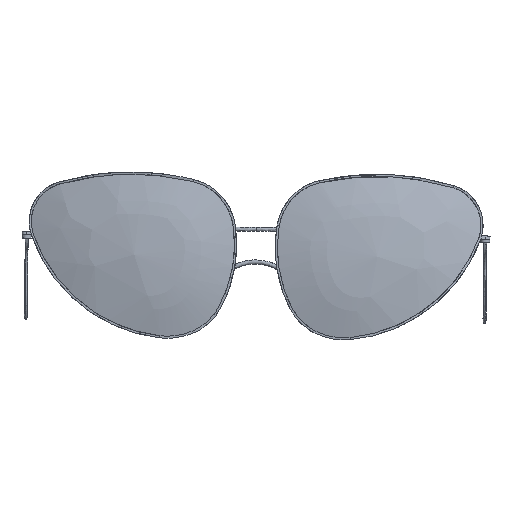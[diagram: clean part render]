
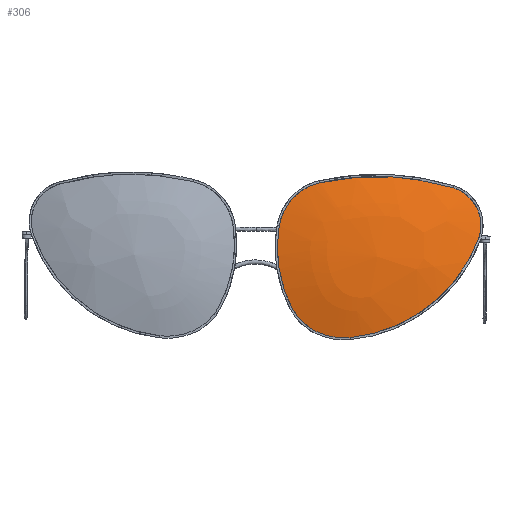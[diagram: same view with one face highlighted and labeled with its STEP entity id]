
A CAD part, front view. The second image highlights one B-rep face of the part: STEP entity #306.
In plain terms, the highlighted free-form (B-spline) face has degree [2, 2] with [3, 3] control points.
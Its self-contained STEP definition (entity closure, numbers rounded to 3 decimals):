
#42 = VERTEX_POINT('',#43);
#43 = CARTESIAN_POINT('',(17.716,2.377,7.804)
  );
#48 = EDGE_CURVE('',#42,#49,#51,.T.);
#49 = VERTEX_POINT('',#50);
#50 = CARTESIAN_POINT('',(0.661,-1.026,-5.307
    ));
#51 = B_SPLINE_CURVE_WITH_KNOTS('',3,(#52,#53,#54,#55,#56,#57,#58,#59,
    #60,#61,#62,#63,#64,#65),.UNSPECIFIED.,.F.,.F.,(4,1,1,1,1,1,1,1,1,1,
    1,4),(0.,0.125,0.25,0.375,0.438,0.469,0.5,0.531,0.563,0.625,
    0.75,1.),.UNSPECIFIED.);
#52 = CARTESIAN_POINT('',(17.716,2.377,7.804)
  );
#53 = CARTESIAN_POINT('',(17.37,2.099,6.873)
  );
#54 = CARTESIAN_POINT('',(16.551,1.577,5.088)
  );
#55 = CARTESIAN_POINT('',(15.002,0.901,2.686)
  );
#56 = CARTESIAN_POINT('',(13.49,0.425,0.934)
  );
#57 = CARTESIAN_POINT('',(12.348,0.139,-0.149
    ));
#58 = CARTESIAN_POINT('',(11.666,-0.013,
    -0.734));
#59 = CARTESIAN_POINT('',(11.169,-0.116,
    -1.134));
#60 = CARTESIAN_POINT('',(10.569,-0.23,
    -1.584));
#61 = CARTESIAN_POINT('',(9.782,-0.366,-2.13
    ));
#62 = CARTESIAN_POINT('',(8.344,-0.581,-3.018)
  );
#63 = CARTESIAN_POINT('',(5.317,-0.912,-4.465
    ));
#64 = CARTESIAN_POINT('',(2.528,-1.026,-5.128
    ));
#65 = CARTESIAN_POINT('',(0.661,-1.026,-5.307
    ));
#91 = EDGE_CURVE('',#92,#49,#94,.T.);
#92 = VERTEX_POINT('',#93);
#93 = CARTESIAN_POINT('',(-3.881,-1.026,-4.486
    ));
#94 = ( BOUNDED_CURVE() B_SPLINE_CURVE(2,(#95,#96,#97),.UNSPECIFIED.,.F.
,.F.) B_SPLINE_CURVE_WITH_KNOTS((3,3),(2.83,3.378),
.PIECEWISE_BEZIER_KNOTS.) CURVE() GEOMETRIC_REPRESENTATION_ITEM() 
RATIONAL_B_SPLINE_CURVE((1.,0.963,1.)) REPRESENTATION_ITEM('') 
  );
#95 = CARTESIAN_POINT('',(-3.881,-1.026,
    -4.486));
#96 = CARTESIAN_POINT('',(-1.726,-1.026,
    -5.535));
#97 = CARTESIAN_POINT('',(0.661,-1.026,-5.307
    ));
#124 = EDGE_CURVE('',#92,#125,#127,.T.);
#125 = VERTEX_POINT('',#126);
#126 = CARTESIAN_POINT('',(-7.024,-1.076,
    -1.437));
#127 = B_SPLINE_CURVE_WITH_KNOTS('',3,(#128,#129,#130,#131),
  .UNSPECIFIED.,.F.,.F.,(4,4),(0.,1.),.PIECEWISE_BEZIER_KNOTS.);
#128 = CARTESIAN_POINT('',(-3.881,-1.026,
    -4.486));
#129 = CARTESIAN_POINT('',(-5.168,-1.026,
    -3.859));
#130 = CARTESIAN_POINT('',(-6.31,-1.042,
    -2.798));
#131 = CARTESIAN_POINT('',(-7.024,-1.076,
    -1.437));
#167 = VERTEX_POINT('',#168);
#168 = CARTESIAN_POINT('',(-8.754,-0.509,
    9.564));
#173 = EDGE_CURVE('',#167,#174,#176,.T.);
#174 = VERTEX_POINT('',#175);
#175 = CARTESIAN_POINT('',(-3.309,0.005,
    15.27));
#176 = B_SPLINE_CURVE_WITH_KNOTS('',3,(#177,#178,#179,#180,#181,#182,
    #183,#184,#185,#186,#187),.UNSPECIFIED.,.F.,.F.,(4,1,1,1,1,1,1,1,4),
  (0.,0.25,0.375,0.438,0.5,0.563,0.625,0.75,1.),.UNSPECIFIED.);
#177 = CARTESIAN_POINT('',(-8.754,-0.509,9.564)
  );
#178 = CARTESIAN_POINT('',(-8.622,-0.417,
    10.325));
#179 = CARTESIAN_POINT('',(-8.245,-0.298,
    11.377));
#180 = CARTESIAN_POINT('',(-7.619,-0.194,
    12.382));
#181 = CARTESIAN_POINT('',(-7.214,-0.143,
    12.9));
#182 = CARTESIAN_POINT('',(-6.917,-0.112,
    13.235));
#183 = CARTESIAN_POINT('',(-6.519,-0.078,
    13.625));
#184 = CARTESIAN_POINT('',(-5.981,-0.042,
    14.073));
#185 = CARTESIAN_POINT('',(-4.951,0.004,
    14.755));
#186 = CARTESIAN_POINT('',(-3.974,0.013,
    15.123));
#187 = CARTESIAN_POINT('',(-3.309,0.005,
    15.27));
#221 = VERTEX_POINT('',#222);
#222 = CARTESIAN_POINT('',(14.34,2.376,
    14.603));
#227 = EDGE_CURVE('',#221,#42,#228,.T.);
#228 = B_SPLINE_CURVE_WITH_KNOTS('',3,(#229,#230,#231,#232,#233,#234,
    #235,#236,#237,#238,#239),.UNSPECIFIED.,.F.,.F.,(4,1,1,1,1,1,1,1,4),
  (0.,0.125,0.25,0.375,0.5,0.625,0.75,0.875,1.),.QUASI_UNIFORM_KNOTS.);
#229 = CARTESIAN_POINT('',(14.34,2.376,14.603
    ));
#230 = CARTESIAN_POINT('',(14.695,2.48,14.496)
  );
#231 = CARTESIAN_POINT('',(15.368,2.662,
    14.205));
#232 = CARTESIAN_POINT('',(16.185,2.852,
    13.649));
#233 = CARTESIAN_POINT('',(16.968,2.986,12.848
    ));
#234 = CARTESIAN_POINT('',(17.529,3.026,11.948
    ));
#235 = CARTESIAN_POINT('',(17.906,2.986,
    10.958));
#236 = CARTESIAN_POINT('',(18.071,2.852,9.852
    ));
#237 = CARTESIAN_POINT('',(18.02,2.663,8.864
    ));
#238 = CARTESIAN_POINT('',(17.845,2.481,8.151
    ));
#239 = CARTESIAN_POINT('',(17.716,2.377,7.804
    ));
#290 = EDGE_CURVE('',#174,#221,#291,.T.);
#291 = B_SPLINE_CURVE_WITH_KNOTS('',3,(#292,#293,#294,#295,#296,#297),
  .UNSPECIFIED.,.F.,.F.,(4,1,1,4),(0.,0.25,0.5,1.),.UNSPECIFIED.);
#292 = CARTESIAN_POINT('',(-3.309,0.005,
    15.27));
#293 = CARTESIAN_POINT('',(-1.835,-0.013,
    15.597));
#294 = CARTESIAN_POINT('',(1.148,0.061,
    16.058));
#295 = CARTESIAN_POINT('',(7.205,0.652,16.197
    ));
#296 = CARTESIAN_POINT('',(11.551,1.559,
    15.446));
#297 = CARTESIAN_POINT('',(14.34,2.376,14.603
    ));
#306 = ADVANCED_FACE('',(#307),#324,.T.);
#307 = FACE_BOUND('',#308,.T.);
#308 = EDGE_LOOP('',(#309,#310,#311,#312,#321,#322,#323));
#309 = ORIENTED_EDGE('',*,*,#227,.F.);
#310 = ORIENTED_EDGE('',*,*,#290,.F.);
#311 = ORIENTED_EDGE('',*,*,#173,.F.);
#312 = ORIENTED_EDGE('',*,*,#313,.F.);
#313 = EDGE_CURVE('',#125,#167,#314,.T.);
#314 = B_SPLINE_CURVE_WITH_KNOTS('',3,(#315,#316,#317,#318,#319,#320),
  .UNSPECIFIED.,.F.,.F.,(4,1,1,4),(0.,0.5,0.75,1.),.UNSPECIFIED.);
#315 = CARTESIAN_POINT('',(-7.024,-1.076,
    -1.437));
#316 = CARTESIAN_POINT('',(-7.901,-1.117,
    0.236));
#317 = CARTESIAN_POINT('',(-8.808,-1.072,
    3.002));
#318 = CARTESIAN_POINT('',(-9.082,-0.818,
    6.715));
#319 = CARTESIAN_POINT('',(-8.917,-0.623,8.62)
  );
#320 = CARTESIAN_POINT('',(-8.754,-0.509,9.564
    ));
#321 = ORIENTED_EDGE('',*,*,#124,.F.);
#322 = ORIENTED_EDGE('',*,*,#91,.T.);
#323 = ORIENTED_EDGE('',*,*,#48,.F.);
#324 = ( BOUNDED_SURFACE() B_SPLINE_SURFACE(2,2,(
    (#325,#326,#327)
    ,(#328,#329,#330)
    ,(#331,#332,#333
)),.UNSPECIFIED.,.F.,.F.,.F.) B_SPLINE_SURFACE_WITH_KNOTS((3,3),(3,3),(
    2.8,3.346),(-0.227,0.421),
.PIECEWISE_BEZIER_KNOTS.) GEOMETRIC_REPRESENTATION_ITEM() 
RATIONAL_B_SPLINE_SURFACE((
    (1.,0.948,1.)
    ,(0.963,0.913,0.963)
,(1.,0.948,1.))) REPRESENTATION_ITEM('') SURFACE() );
#325 = CARTESIAN_POINT('',(-7.551,1.541,
    18.083));
#326 = CARTESIAN_POINT('',(6.189,-1.44,
    17.199));
#327 = CARTESIAN_POINT('',(18.644,3.986,
    13.475));
#328 = CARTESIAN_POINT('',(-9.073,-2.303,
    7.394));
#329 = CARTESIAN_POINT('',(4.549,-5.582,5.683)
  );
#330 = CARTESIAN_POINT('',(17.219,0.385,3.464)
  );
#331 = CARTESIAN_POINT('',(-10.655,0.025,
    -3.717));
#332 = CARTESIAN_POINT('',(2.845,-3.074,
    -6.288));
#333 = CARTESIAN_POINT('',(15.738,2.565,
    -6.942));
